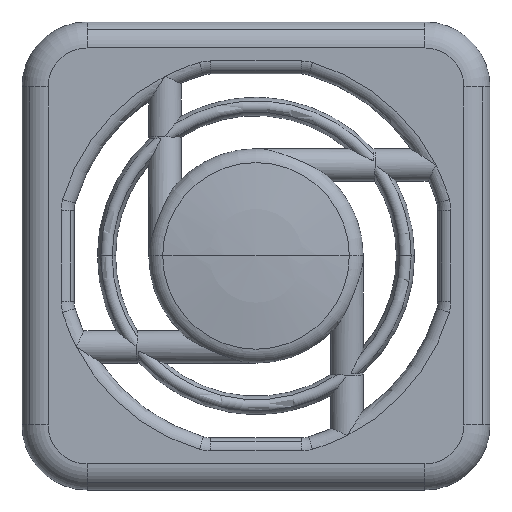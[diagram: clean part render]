
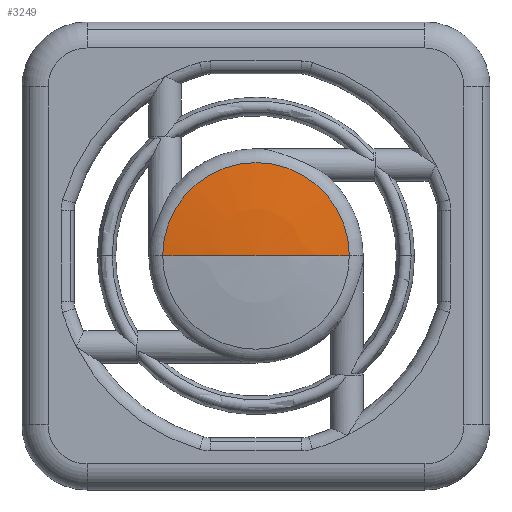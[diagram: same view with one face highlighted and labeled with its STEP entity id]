
A CAD part, top view. The second image highlights one B-rep face of the part: STEP entity #3249.
In plain terms, the highlighted spherical face has radius 50.5 mm.
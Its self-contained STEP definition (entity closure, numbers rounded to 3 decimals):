
#258=CARTESIAN_POINT('',(7.178,0.,4.237));
#259=VERTEX_POINT('',#258);
#267=CARTESIAN_POINT('',(-7.178,0.,4.237));
#268=VERTEX_POINT('',#267);
#1107=CARTESIAN_POINT('',(0.,7.178,4.237));
#1108=VERTEX_POINT('',#1107);
#1109=CARTESIAN_POINT('',(0.,0.,4.237));
#1110=DIRECTION('',(0.0,0.0,-1.0));
#1111=DIRECTION('',(0.0,1.0,0.0));
#1112=AXIS2_PLACEMENT_3D('',#1109,#1110,#1111);
#1113=CIRCLE('',#1112,7.178);
#1114=EDGE_CURVE('',#268,#1108,#1113,.T.);
#1116=CARTESIAN_POINT('',(0.,0.,4.237));
#1117=DIRECTION('',(0.0,0.0,-1.0));
#1118=DIRECTION('',(0.0,1.0,0.0));
#1119=AXIS2_PLACEMENT_3D('',#1116,#1117,#1118);
#1120=CIRCLE('',#1119,7.178);
#1121=EDGE_CURVE('',#1108,#259,#1120,.T.);
#3224=CARTESIAN_POINT('',(0.,0.,-45.75));
#3225=DIRECTION('',(0.0,0.0,1.0));
#3226=DIRECTION('',(1.0,0.0,0.0));
#3227=AXIS2_PLACEMENT_3D('',#3224,#3225,#3226);
#3228=SPHERICAL_SURFACE('',#3227,50.5);
#3229=CARTESIAN_POINT('',(0.,0.,4.75));
#3230=VERTEX_POINT('',#3229);
#3231=CARTESIAN_POINT('',(0.,0.,-45.75));
#3232=DIRECTION('',(0.0,-1.0,0.0));
#3233=DIRECTION('',(0.0,0.0,1.0));
#3234=AXIS2_PLACEMENT_3D('',#3231,#3232,#3233);
#3235=CIRCLE('',#3234,50.5);
#3236=EDGE_CURVE('',#3230,#268,#3235,.T.);
#3237=ORIENTED_EDGE('',*,*,#3236,.F.);
#3238=CARTESIAN_POINT('',(0.,0.,-45.75));
#3239=DIRECTION('',(0.0,-1.0,0.0));
#3240=DIRECTION('',(0.0,0.0,1.0));
#3241=AXIS2_PLACEMENT_3D('',#3238,#3239,#3240);
#3242=CIRCLE('',#3241,50.5);
#3243=EDGE_CURVE('',#259,#3230,#3242,.T.);
#3244=ORIENTED_EDGE('',*,*,#3243,.F.);
#3245=ORIENTED_EDGE('',*,*,#1121,.F.);
#3246=ORIENTED_EDGE('',*,*,#1114,.F.);
#3247=EDGE_LOOP('',(#3237,#3244,#3245,#3246));
#3248=FACE_OUTER_BOUND('',#3247,.T.);
#3249=ADVANCED_FACE('',(#3248),#3228,.T.);
